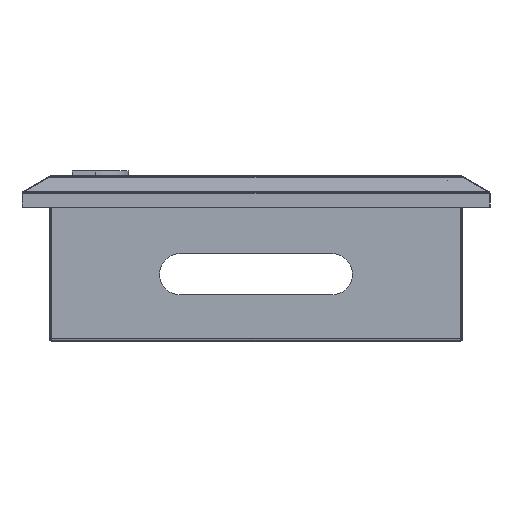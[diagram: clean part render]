
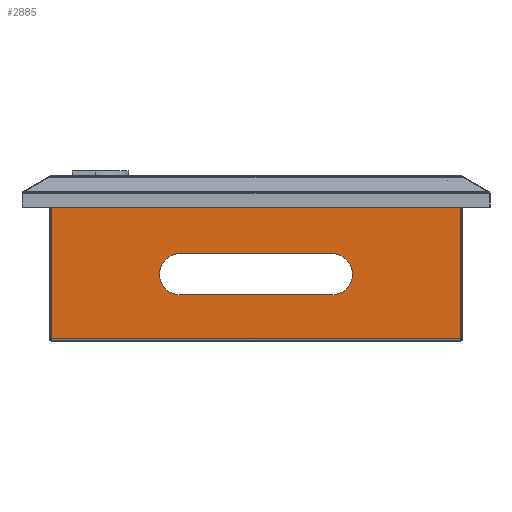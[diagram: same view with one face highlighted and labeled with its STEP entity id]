
A CAD part, front view. The second image highlights one B-rep face of the part: STEP entity #2885.
In plain terms, the highlighted planar face has unit normal (0, -1, 0).
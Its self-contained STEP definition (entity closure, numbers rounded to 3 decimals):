
#397 = EDGE_CURVE ( 'NONE', #13739, #1380, #19943, .T. ) ;
#642 = CARTESIAN_POINT ( 'NONE',  ( -100., -305.32, 101.54 ) ) ;
#794 = EDGE_LOOP ( 'NONE', ( #26263, #22298, #3749, #13285 ) ) ;
#871 = ORIENTED_EDGE ( 'NONE', *, *, #3242, .T. ) ;
#961 = EDGE_CURVE ( 'NONE', #2066, #3449, #24556, .T. ) ;
#1027 = LINE ( 'NONE', #19635, #7905 ) ;
#1380 = VERTEX_POINT ( 'NONE', #27723 ) ;
#1490 = ORIENTED_EDGE ( 'NONE', *, *, #7054, .T. ) ;
#2066 = VERTEX_POINT ( 'NONE', #4050 ) ;
#2271 = CIRCLE ( 'NONE', #22257, 3.25 ) ;
#2440 = DIRECTION ( 'NONE',  ( 0., 1., 0. ) ) ;
#2873 = DIRECTION ( 'NONE',  ( 0., 0., 1. ) ) ;
#2885 = ADVANCED_FACE ( 'NONE', ( #5018, #21621, #11068, #32509 ), #10892, .F. ) ;
#3215 = DIRECTION ( 'NONE',  ( 0., 0., 1. ) ) ;
#3242 = EDGE_CURVE ( 'NONE', #11253, #14093, #35083, .T. ) ;
#3387 = CARTESIAN_POINT ( 'NONE',  ( 0., -305.32, 62.824 ) ) ;
#3388 = CARTESIAN_POINT ( 'NONE',  ( 135.745, -305.32, 115.84 ) ) ;
#3449 = VERTEX_POINT ( 'NONE', #27647 ) ;
#3465 = CARTESIAN_POINT ( 'NONE',  ( -148.24, -305.32, 115.84 ) ) ;
#3489 = EDGE_CURVE ( 'NONE', #2066, #24001, #24970, .T. ) ;
#3524 = CARTESIAN_POINT ( 'NONE',  ( 142.745, -305.32, 112.107 ) ) ;
#3538 = CARTESIAN_POINT ( 'NONE',  ( 0., -305.32, 32.824 ) ) ;
#3580 = VECTOR ( 'NONE', #6320, 1000. ) ;
#3749 = ORIENTED_EDGE ( 'NONE', *, *, #3489, .T. ) ;
#3776 = CARTESIAN_POINT ( 'NONE',  ( 135.745, -305.32, 112.107 ) ) ;
#4050 = CARTESIAN_POINT ( 'NONE',  ( 55., -305.32, 32.824 ) ) ;
#5018 = FACE_BOUND ( 'NONE', #34571, .T. ) ;
#5820 = VERTEX_POINT ( 'NONE', #25007 ) ;
#5968 = CARTESIAN_POINT ( 'NONE',  ( -148.24, -305.32, 1. ) ) ;
#6080 = LINE ( 'NONE', #19994, #24192 ) ;
#6320 = DIRECTION ( 'NONE',  ( -1., 0., 0. ) ) ;
#6556 = CARTESIAN_POINT ( 'NONE',  ( 0., -305.32, 1. ) ) ;
#7054 = EDGE_CURVE ( 'NONE', #33509, #5820, #34277, .T. ) ;
#7859 = CIRCLE ( 'NONE', #16377, 3.25 ) ;
#7905 = VECTOR ( 'NONE', #3215, 1000. ) ;
#8026 = CARTESIAN_POINT ( 'NONE',  ( 100., -305.32, 101.54 ) ) ;
#8057 = AXIS2_PLACEMENT_3D ( 'NONE', #31559, #2440, #29254 ) ;
#8134 = CARTESIAN_POINT ( 'NONE',  ( 135.745, -305.32, 112.107 ) ) ;
#8288 = LINE ( 'NONE', #27382, #30818 ) ;
#8708 = CARTESIAN_POINT ( 'NONE',  ( -55., -305.32, 62.824 ) ) ;
#8896 = VERTEX_POINT ( 'NONE', #19899 ) ;
#9149 = ORIENTED_EDGE ( 'NONE', *, *, #18169, .F. ) ;
#9216 = CARTESIAN_POINT ( 'NONE',  ( 100., -305.32, 104.79 ) ) ;
#9358 = EDGE_CURVE ( 'NONE', #9440, #24223, #33772, .T. ) ;
#9440 = VERTEX_POINT ( 'NONE', #16978 ) ;
#9722 = DIRECTION ( 'NONE',  ( 0., 1., 0. ) ) ;
#10643 = CARTESIAN_POINT ( 'NONE',  ( 100., -305.32, 101.54 ) ) ;
#10892 = PLANE ( 'NONE',  #17917 ) ;
#11029 = ORIENTED_EDGE ( 'NONE', *, *, #29196, .T. ) ;
#11068 = FACE_OUTER_BOUND ( 'NONE', #22242, .T. ) ;
#11253 = VERTEX_POINT ( 'NONE', #3524 ) ;
#11363 = VERTEX_POINT ( 'NONE', #8708 ) ;
#12013 = EDGE_CURVE ( 'NONE', #8896, #11253, #6080, .T. ) ;
#12526 = CARTESIAN_POINT ( 'NONE',  ( -55., -305.32, 47.824 ) ) ;
#12539 = VECTOR ( 'NONE', #14905, 1000. ) ;
#13125 = AXIS2_PLACEMENT_3D ( 'NONE', #29221, #18651, #23849 ) ;
#13285 = ORIENTED_EDGE ( 'NONE', *, *, #16034, .F. ) ;
#13457 = DIRECTION ( 'NONE',  ( 0., 0., 1. ) ) ;
#13516 = CARTESIAN_POINT ( 'NONE',  ( 139.245, -305.32, 112.107 ) ) ;
#13739 = VERTEX_POINT ( 'NONE', #9216 ) ;
#14093 = VERTEX_POINT ( 'NONE', #3776 ) ;
#14905 = DIRECTION ( 'NONE',  ( -1., 0., 0. ) ) ;
#15869 = DIRECTION ( 'NONE',  ( 0., 1., 0. ) ) ;
#16015 = DIRECTION ( 'NONE',  ( 0., 1., 0. ) ) ;
#16034 = EDGE_CURVE ( 'NONE', #11363, #24001, #21616, .T. ) ;
#16377 = AXIS2_PLACEMENT_3D ( 'NONE', #642, #9722, #33670 ) ;
#16507 = ORIENTED_EDGE ( 'NONE', *, *, #32793, .T. ) ;
#16978 = CARTESIAN_POINT ( 'NONE',  ( -148.24, -305.32, 115.84 ) ) ;
#17857 = ORIENTED_EDGE ( 'NONE', *, *, #397, .T. ) ;
#17917 = AXIS2_PLACEMENT_3D ( 'NONE', #32687, #15869, #2873 ) ;
#18169 = EDGE_CURVE ( 'NONE', #18661, #24223, #34045, .T. ) ;
#18501 = VECTOR ( 'NONE', #30881, 1000. ) ;
#18541 = ORIENTED_EDGE ( 'NONE', *, *, #12013, .T. ) ;
#18651 = DIRECTION ( 'NONE',  ( 0., -1., 0. ) ) ;
#18661 = VERTEX_POINT ( 'NONE', #29639 ) ;
#18893 = DIRECTION ( 'NONE',  ( 0., 0., 1. ) ) ;
#18902 = DIRECTION ( 'NONE',  ( 0., 1., 0. ) ) ;
#19469 = DIRECTION ( 'NONE',  ( 0., 0., -1. ) ) ;
#19610 = EDGE_LOOP ( 'NONE', ( #1490, #33962 ) ) ;
#19635 = CARTESIAN_POINT ( 'NONE',  ( 148.24, -305.32, 115.84 ) ) ;
#19702 = AXIS2_PLACEMENT_3D ( 'NONE', #13516, #16015, #18893 ) ;
#19899 = CARTESIAN_POINT ( 'NONE',  ( 142.745, -305.32, 115.84 ) ) ;
#19912 = AXIS2_PLACEMENT_3D ( 'NONE', #12526, #28799, #23450 ) ;
#19943 = CIRCLE ( 'NONE', #24506, 3.25 ) ;
#19994 = CARTESIAN_POINT ( 'NONE',  ( 142.745, -305.32, 112.107 ) ) ;
#20478 = ORIENTED_EDGE ( 'NONE', *, *, #21989, .T. ) ;
#21181 = EDGE_CURVE ( 'NONE', #18661, #31343, #1027, .T. ) ;
#21556 = ORIENTED_EDGE ( 'NONE', *, *, #21181, .T. ) ;
#21616 = CIRCLE ( 'NONE', #19912, 15. ) ;
#21621 = FACE_BOUND ( 'NONE', #19610, .T. ) ;
#21989 = EDGE_CURVE ( 'NONE', #14093, #26398, #34731, .T. ) ;
#22242 = EDGE_LOOP ( 'NONE', ( #35337, #18541, #871, #20478, #16507, #30448, #9149, #21556 ) ) ;
#22257 = AXIS2_PLACEMENT_3D ( 'NONE', #8026, #18902, #24449 ) ;
#22298 = ORIENTED_EDGE ( 'NONE', *, *, #961, .F. ) ;
#22300 = DIRECTION ( 'NONE',  ( -1., 0., 0. ) ) ;
#22745 = EDGE_CURVE ( 'NONE', #31343, #8896, #8288, .T. ) ;
#23097 = LINE ( 'NONE', #3465, #3580 ) ;
#23244 = CARTESIAN_POINT ( 'NONE',  ( -148.24, -305.32, 0. ) ) ;
#23450 = DIRECTION ( 'NONE',  ( 0., 0., -1. ) ) ;
#23849 = DIRECTION ( 'NONE',  ( 0., 0., -1. ) ) ;
#23890 = DIRECTION ( 'NONE',  ( 0., 0., 1. ) ) ;
#24001 = VERTEX_POINT ( 'NONE', #24189 ) ;
#24189 = CARTESIAN_POINT ( 'NONE',  ( -55., -305.32, 32.824 ) ) ;
#24192 = VECTOR ( 'NONE', #19469, 1000. ) ;
#24223 = VERTEX_POINT ( 'NONE', #5968 ) ;
#24366 = DIRECTION ( 'NONE',  ( -1., 0., 0. ) ) ;
#24449 = DIRECTION ( 'NONE',  ( 0., 0., 1. ) ) ;
#24506 = AXIS2_PLACEMENT_3D ( 'NONE', #10643, #34952, #23890 ) ;
#24556 = CIRCLE ( 'NONE', #13125, 15. ) ;
#24970 = LINE ( 'NONE', #3538, #28261 ) ;
#25007 = CARTESIAN_POINT ( 'NONE',  ( -100., -305.32, 98.29 ) ) ;
#25626 = EDGE_CURVE ( 'NONE', #5820, #33509, #7859, .T. ) ;
#26263 = ORIENTED_EDGE ( 'NONE', *, *, #34459, .T. ) ;
#26398 = VERTEX_POINT ( 'NONE', #3388 ) ;
#27382 = CARTESIAN_POINT ( 'NONE',  ( -148.24, -305.32, 115.84 ) ) ;
#27647 = CARTESIAN_POINT ( 'NONE',  ( 55., -305.32, 62.824 ) ) ;
#27723 = CARTESIAN_POINT ( 'NONE',  ( 100., -305.32, 98.29 ) ) ;
#28261 = VECTOR ( 'NONE', #22300, 1000. ) ;
#28475 = VECTOR ( 'NONE', #13457, 1000. ) ;
#28799 = DIRECTION ( 'NONE',  ( 0., -1., 0. ) ) ;
#29196 = EDGE_CURVE ( 'NONE', #1380, #13739, #2271, .T. ) ;
#29221 = CARTESIAN_POINT ( 'NONE',  ( 55., -305.32, 47.824 ) ) ;
#29254 = DIRECTION ( 'NONE',  ( 0., 0., 1. ) ) ;
#29639 = CARTESIAN_POINT ( 'NONE',  ( 148.24, -305.32, 1. ) ) ;
#30448 = ORIENTED_EDGE ( 'NONE', *, *, #9358, .T. ) ;
#30818 = VECTOR ( 'NONE', #24366, 1000. ) ;
#30881 = DIRECTION ( 'NONE',  ( 1., 0., 0. ) ) ;
#30915 = CARTESIAN_POINT ( 'NONE',  ( 148.24, -305.32, 115.84 ) ) ;
#31298 = CARTESIAN_POINT ( 'NONE',  ( -100., -305.32, 104.79 ) ) ;
#31343 = VERTEX_POINT ( 'NONE', #30915 ) ;
#31559 = CARTESIAN_POINT ( 'NONE',  ( -100., -305.32, 101.54 ) ) ;
#32509 = FACE_BOUND ( 'NONE', #794, .T. ) ;
#32687 = CARTESIAN_POINT ( 'NONE',  ( 0., -305.32, 0. ) ) ;
#32793 = EDGE_CURVE ( 'NONE', #26398, #9440, #23097, .T. ) ;
#33204 = LINE ( 'NONE', #3387, #18501 ) ;
#33430 = DIRECTION ( 'NONE',  ( 0., 0., -1. ) ) ;
#33509 = VERTEX_POINT ( 'NONE', #31298 ) ;
#33670 = DIRECTION ( 'NONE',  ( 0., 0., 1. ) ) ;
#33772 = LINE ( 'NONE', #23244, #34928 ) ;
#33962 = ORIENTED_EDGE ( 'NONE', *, *, #25626, .T. ) ;
#34045 = LINE ( 'NONE', #6556, #12539 ) ;
#34277 = CIRCLE ( 'NONE', #8057, 3.25 ) ;
#34459 = EDGE_CURVE ( 'NONE', #11363, #3449, #33204, .T. ) ;
#34571 = EDGE_LOOP ( 'NONE', ( #17857, #11029 ) ) ;
#34731 = LINE ( 'NONE', #8134, #28475 ) ;
#34928 = VECTOR ( 'NONE', #33430, 1000. ) ;
#34952 = DIRECTION ( 'NONE',  ( 0., 1., 0. ) ) ;
#35083 = CIRCLE ( 'NONE', #19702, 3.5 ) ;
#35337 = ORIENTED_EDGE ( 'NONE', *, *, #22745, .T. ) ;
